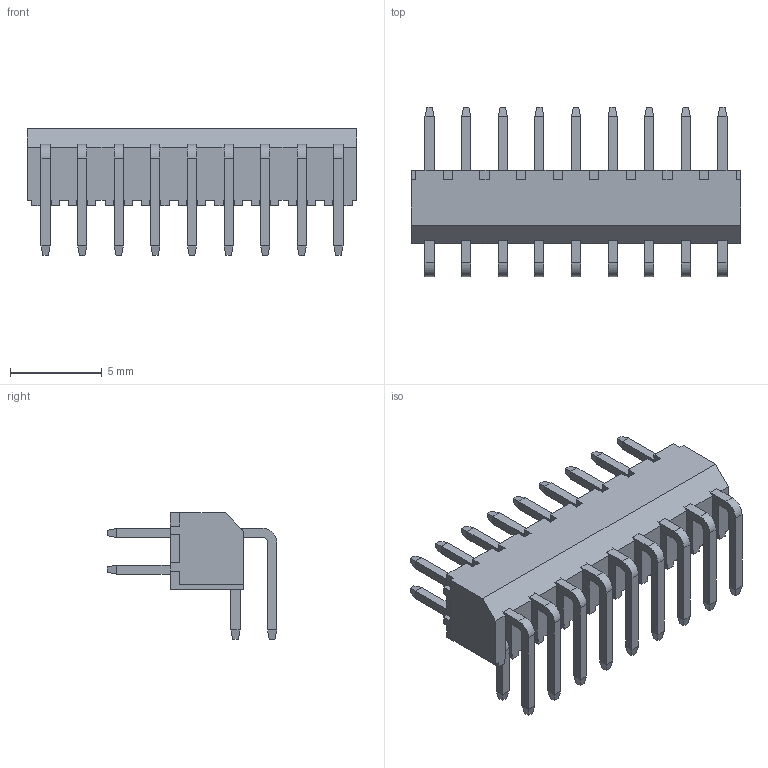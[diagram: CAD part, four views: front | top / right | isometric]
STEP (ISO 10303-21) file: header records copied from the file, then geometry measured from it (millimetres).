
FILE_DESCRIPTION( ('This file contains a STEP AP42 implementation' ,'as created by ZW3D STEP Interface translator.') ,'2;1' );
FILE_NAME( '1240-12XXXXRXXXC0XX001.stp' ,'23 327.114712', (''), ('ZWCAD Software Co.'), 'Version 1.0', 'ZW3D to STEP translator', '' );
FILE_SCHEMA(('AUTOMOTIVE_DESIGN { 1 0 10303 214 1 1 1 1 }'));
Length unit declared in the file: millimetre
Products named in the file (2): 0; 1240-12XXXXRXXXC0XX001
Bounding box: 18 x 9.25 x 6.9 mm (x, y, z)
Volume: 300.3 mm3; surface area: 987.6 mm2
Topology: 37 solids, 37 shells, 716 faces, 1812 edges, 1160 vertices
Faces by surface type: plane 662, cylinder 54
Entity records: 21725 total; most frequent: CARTESIAN_POINT 3689, ORIENTED_EDGE 3624, DIRECTION 3354, EDGE_CURVE 1812, VECTOR 1704, LINE 1704, VERTEX_POINT 1160, AXIS2_PLACEMENT_3D 825
